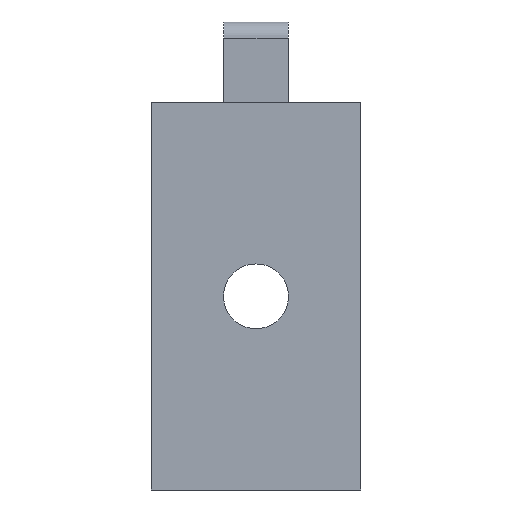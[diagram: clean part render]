
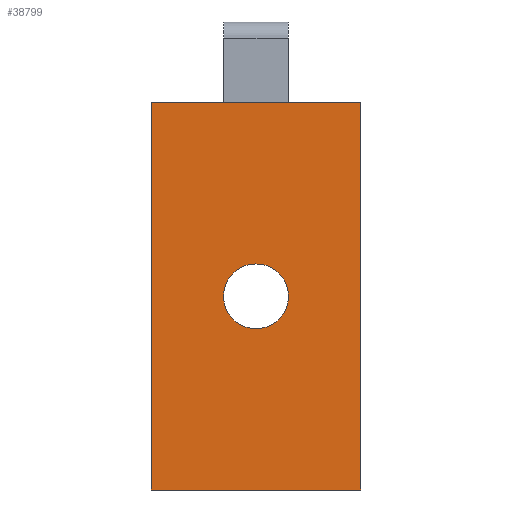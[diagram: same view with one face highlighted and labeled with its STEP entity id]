
A CAD part, left-side view. The second image highlights one B-rep face of the part: STEP entity #38799.
In plain terms, the highlighted planar face has unit normal (-1, 0, 0).
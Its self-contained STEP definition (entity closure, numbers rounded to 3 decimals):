
#44=CIRCLE('',#40572,10.05);
#345=FACE_BOUND('',#3579,.T.);
#1532=FACE_OUTER_BOUND('',#3578,.T.);
#3578=EDGE_LOOP('',(#30827,#30828,#30829,#30830));
#3579=EDGE_LOOP('',(#30831));
#7487=LINE('',#56246,#13013);
#7514=LINE('',#56297,#13040);
#7517=LINE('',#56303,#13043);
#7559=LINE('',#56397,#13085);
#13013=VECTOR('',#46139,10.);
#13040=VECTOR('',#46172,10.);
#13043=VECTOR('',#46177,10.);
#13085=VECTOR('',#46283,10.);
#17595=VERTEX_POINT('',#56165);
#17621=VERTEX_POINT('',#56243);
#17622=VERTEX_POINT('',#56245);
#17643=VERTEX_POINT('',#56295);
#17645=VERTEX_POINT('',#56301);
#22232=EDGE_CURVE('',#17595,#17595,#44,.T.);
#22271=EDGE_CURVE('',#17622,#17621,#7487,.T.);
#22298=EDGE_CURVE('',#17643,#17621,#7514,.T.);
#22301=EDGE_CURVE('',#17645,#17643,#7517,.T.);
#22347=EDGE_CURVE('',#17622,#17645,#7559,.T.);
#30827=ORIENTED_EDGE('',*,*,#22301,.F.);
#30828=ORIENTED_EDGE('',*,*,#22347,.F.);
#30829=ORIENTED_EDGE('',*,*,#22271,.T.);
#30830=ORIENTED_EDGE('',*,*,#22298,.F.);
#30831=ORIENTED_EDGE('',*,*,#22232,.T.);
#37028=PLANE('',#40622);
#38799=ADVANCED_FACE('',(#1532,#345),#37028,.T.);
#40572=AXIS2_PLACEMENT_3D('',#56167,#46073,#46074);
#40622=AXIS2_PLACEMENT_3D('',#56398,#46284,#46285);
#46073=DIRECTION('center_axis',(1.,0.,0.));
#46074=DIRECTION('ref_axis',(0.,1.,0.));
#46139=DIRECTION('',(0.,1.,0.));
#46172=DIRECTION('',(0.,0.,1.));
#46177=DIRECTION('',(0.,1.,0.));
#46283=DIRECTION('',(0.,0.,-1.));
#46284=DIRECTION('center_axis',(-1.,0.,0.));
#46285=DIRECTION('ref_axis',(0.,0.,-1.));
#56165=CARTESIAN_POINT('',(-60.,32.45,0.));
#56167=CARTESIAN_POINT('Origin',(-60.,42.5,0.));
#56243=CARTESIAN_POINT('',(-60.,75.,60.));
#56245=CARTESIAN_POINT('',(-60.,10.,60.));
#56246=CARTESIAN_POINT('',(-60.,50.,60.));
#56295=CARTESIAN_POINT('',(-60.,75.,-60.));
#56297=CARTESIAN_POINT('',(-60.,75.,-60.));
#56301=CARTESIAN_POINT('',(-60.,10.,-60.));
#56303=CARTESIAN_POINT('',(-60.,50.,-60.));
#56397=CARTESIAN_POINT('',(-60.,10.,-60.));
#56398=CARTESIAN_POINT('Origin',(-60.,50.,60.));
